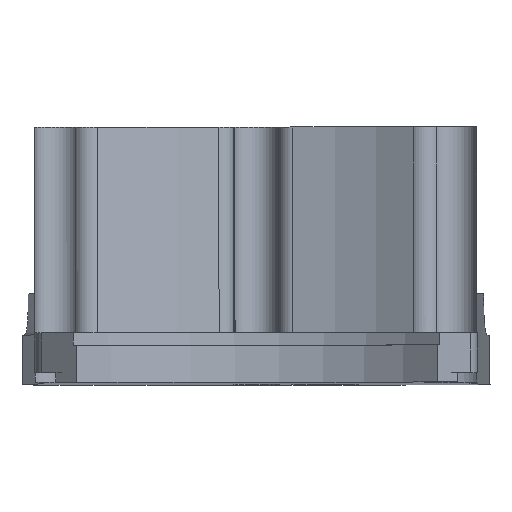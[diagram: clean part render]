
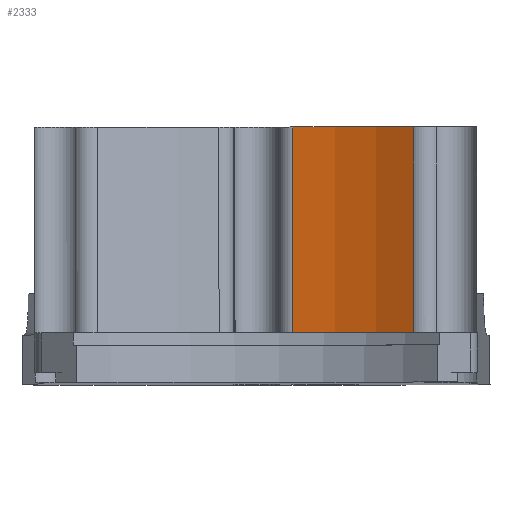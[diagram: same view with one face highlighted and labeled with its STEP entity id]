
A CAD part, top view. The second image highlights one B-rep face of the part: STEP entity #2333.
In plain terms, the highlighted cylindrical face has radius 35.5 mm (diameter 71 mm), a partial arc.
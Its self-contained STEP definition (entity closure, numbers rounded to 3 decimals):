
#127=LINE('',#3722,#286);
#128=LINE('',#3728,#287);
#286=VECTOR('',#2917,10.);
#287=VECTOR('',#2924,10.);
#438=CYLINDRICAL_SURFACE('',#2514,35.5);
#528=FACE_OUTER_BOUND('',#659,.T.);
#659=EDGE_LOOP('',(#1709,#1710,#1711,#1712));
#845=CIRCLE('',#2515,35.5);
#846=CIRCLE('',#2516,35.5);
#1048=VERTEX_POINT('',#3718);
#1049=VERTEX_POINT('',#3720);
#1050=VERTEX_POINT('',#3724);
#1051=VERTEX_POINT('',#3726);
#1305=EDGE_CURVE('',#1048,#1049,#127,.T.);
#1306=EDGE_CURVE('',#1048,#1050,#845,.T.);
#1307=EDGE_CURVE('',#1051,#1049,#846,.T.);
#1308=EDGE_CURVE('',#1050,#1051,#128,.T.);
#1709=ORIENTED_EDGE('',*,*,#1306,.F.);
#1710=ORIENTED_EDGE('',*,*,#1305,.T.);
#1711=ORIENTED_EDGE('',*,*,#1307,.F.);
#1712=ORIENTED_EDGE('',*,*,#1308,.F.);
#2333=ADVANCED_FACE('',(#528),#438,.F.);
#2514=AXIS2_PLACEMENT_3D('',#3723,#2918,#2919);
#2515=AXIS2_PLACEMENT_3D('',#3725,#2920,#2921);
#2516=AXIS2_PLACEMENT_3D('',#3727,#2922,#2923);
#2917=DIRECTION('',(-0.001,1.,0.));
#2918=DIRECTION('center_axis',(-0.001,1.,
0.));
#2919=DIRECTION('ref_axis',(0.541,0.,-0.841));
#2920=DIRECTION('center_axis',(-0.001,1.,
0.));
#2921=DIRECTION('ref_axis',(0.541,0.,-0.841));
#2922=DIRECTION('center_axis',(0.001,-1.,
0.));
#2923=DIRECTION('ref_axis',(0.541,0.,-0.841));
#2924=DIRECTION('',(-0.001,1.,0.));
#3718=CARTESIAN_POINT('',(19.199,-16.945,511.363));
#3720=CARTESIAN_POINT('',(19.186,8.055,511.363));
#3722=CARTESIAN_POINT('',(19.199,-16.945,511.363));
#3723=CARTESIAN_POINT('Origin',(-0.023,-16.954,541.209));
#3724=CARTESIAN_POINT('',(4.493,-16.952,505.998));
#3725=CARTESIAN_POINT('Origin',(-0.023,-16.954,541.209));
#3726=CARTESIAN_POINT('',(4.48,8.048,505.998));
#3727=CARTESIAN_POINT('Origin',(-0.036,8.046,541.209));
#3728=CARTESIAN_POINT('',(4.493,-16.952,505.998));
